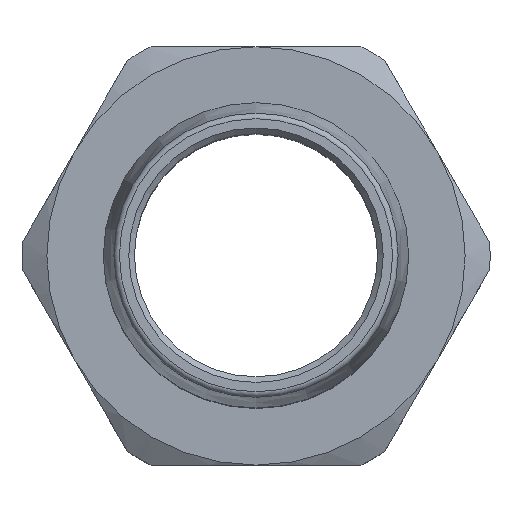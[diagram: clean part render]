
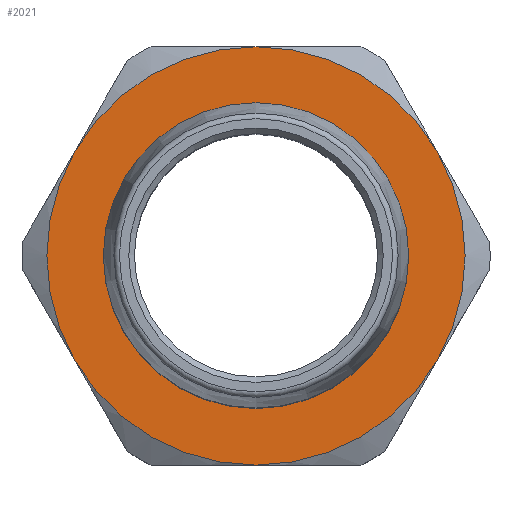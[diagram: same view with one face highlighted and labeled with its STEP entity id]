
A CAD part, top view. The second image highlights one B-rep face of the part: STEP entity #2021.
In plain terms, the highlighted face is planar.
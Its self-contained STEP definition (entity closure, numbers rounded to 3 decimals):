
#893=PLANE('',#1885);
#905=CIRCLE('',#1882,18.5);
#907=CIRCLE('',#1886,18.5);
#908=CIRCLE('',#1887,18.5);
#909=CIRCLE('',#1888,18.5);
#910=CIRCLE('',#1889,18.5);
#911=CIRCLE('',#1890,18.5);
#912=CIRCLE('',#1891,13.5);
#964=ORIENTED_EDGE('',*,*,#1208,.F.);
#965=ORIENTED_EDGE('',*,*,#1211,.F.);
#966=ORIENTED_EDGE('',*,*,#1212,.F.);
#967=ORIENTED_EDGE('',*,*,#1213,.F.);
#968=ORIENTED_EDGE('',*,*,#1214,.F.);
#969=ORIENTED_EDGE('',*,*,#1215,.F.);
#970=ORIENTED_EDGE('',*,*,#1216,.F.);
#1144=VERTEX_POINT('',#1690);
#1148=VERTEX_POINT('',#1700);
#1150=VERTEX_POINT('',#1706);
#1151=VERTEX_POINT('',#1708);
#1152=VERTEX_POINT('',#1710);
#1153=VERTEX_POINT('',#1712);
#1154=VERTEX_POINT('',#1715);
#1208=EDGE_CURVE('',#1144,#1148,#905,.T.);
#1211=EDGE_CURVE('',#1150,#1144,#907,.T.);
#1212=EDGE_CURVE('',#1151,#1150,#908,.T.);
#1213=EDGE_CURVE('',#1152,#1151,#909,.T.);
#1214=EDGE_CURVE('',#1153,#1152,#910,.T.);
#1215=EDGE_CURVE('',#1148,#1153,#911,.T.);
#1216=EDGE_CURVE('',#1154,#1154,#912,.T.);
#1285=EDGE_LOOP('',(#964,#965,#966,#967,#968,#969));
#1286=EDGE_LOOP('',(#970));
#1357=FACE_BOUND('',#1285,.T.);
#1358=FACE_BOUND('',#1286,.T.);
#1448=DIRECTION('',(0.,-1.,0.));
#1449=DIRECTION('',(0.,0.,18.5));
#1454=DIRECTION('',(0.,1.,0.));
#1455=DIRECTION('',(1.,0.,0.));
#1456=DIRECTION('',(0.,-1.,0.));
#1457=DIRECTION('',(0.,0.,18.5));
#1458=DIRECTION('',(0.,-1.,0.));
#1459=DIRECTION('',(0.,0.,18.5));
#1460=DIRECTION('',(0.,-1.,0.));
#1461=DIRECTION('',(0.,0.,18.5));
#1462=DIRECTION('',(0.,-1.,0.));
#1463=DIRECTION('',(0.,0.,18.5));
#1464=DIRECTION('',(0.,-1.,0.));
#1465=DIRECTION('',(0.,0.,18.5));
#1466=DIRECTION('',(0.,1.,0.));
#1467=DIRECTION('',(0.,0.,-13.5));
#1690=CARTESIAN_POINT('',(24.314,24.992,9.25));
#1700=CARTESIAN_POINT('',(8.292,24.992,18.5));
#1701=CARTESIAN_POINT('',(8.292,24.992,0.));
#1705=CARTESIAN_POINT('',(26.792,24.992,0.));
#1706=CARTESIAN_POINT('',(24.314,24.992,-9.25));
#1707=CARTESIAN_POINT('',(8.292,24.992,0.));
#1708=CARTESIAN_POINT('',(8.292,24.992,-18.5));
#1709=CARTESIAN_POINT('',(8.292,24.992,0.));
#1710=CARTESIAN_POINT('',(-7.729,24.992,-9.25));
#1711=CARTESIAN_POINT('',(8.292,24.992,0.));
#1712=CARTESIAN_POINT('',(-7.729,24.992,9.25));
#1713=CARTESIAN_POINT('',(8.292,24.992,0.));
#1714=CARTESIAN_POINT('',(8.292,24.992,0.));
#1715=CARTESIAN_POINT('',(8.292,24.992,-13.5));
#1716=CARTESIAN_POINT('',(8.292,24.992,0.));
#1882=AXIS2_PLACEMENT_3D('',#1701,#1448,#1449);
#1885=AXIS2_PLACEMENT_3D('',#1705,#1454,#1455);
#1886=AXIS2_PLACEMENT_3D('',#1707,#1456,#1457);
#1887=AXIS2_PLACEMENT_3D('',#1709,#1458,#1459);
#1888=AXIS2_PLACEMENT_3D('',#1711,#1460,#1461);
#1889=AXIS2_PLACEMENT_3D('',#1713,#1462,#1463);
#1890=AXIS2_PLACEMENT_3D('',#1714,#1464,#1465);
#1891=AXIS2_PLACEMENT_3D('',#1716,#1466,#1467);
#2021=ADVANCED_FACE('',(#1357,#1358),#893,.T.);
